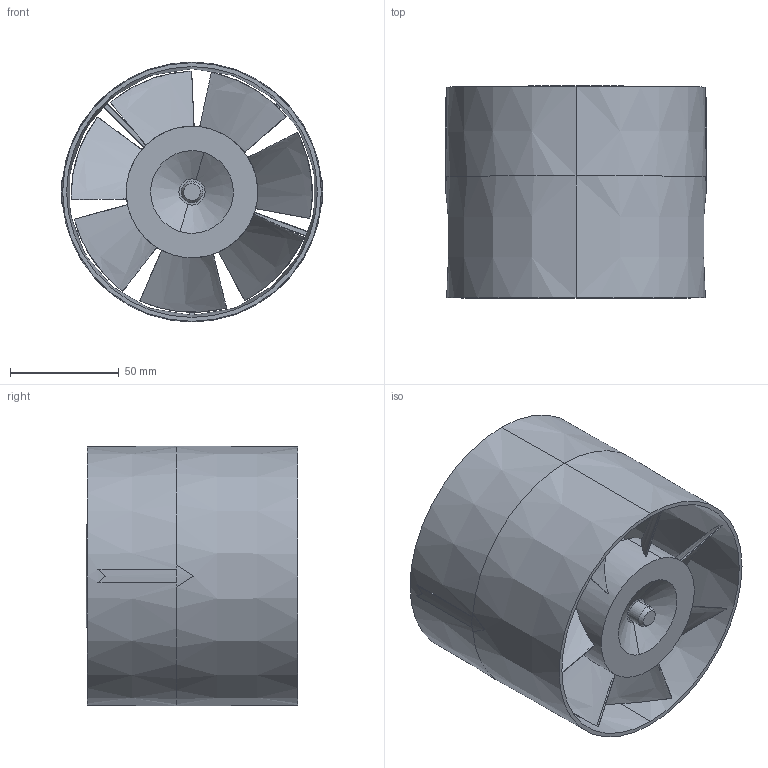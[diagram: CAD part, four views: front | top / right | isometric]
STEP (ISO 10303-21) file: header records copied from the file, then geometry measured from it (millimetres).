
FILE_DESCRIPTION (( 'STEP AP203' ), '1' );
FILE_NAME ('TUBO 120 TP.STEP', '2023-06-09T09:48:15', ( '' ), ( '' ), 'SwSTEP 2.0', 'SolidWorks 2022', '' );
FILE_SCHEMA (( 'CONFIG_CONTROL_DESIGN' ));
Length unit declared in the file: millimetre
Products named in the file (1): TUBO 120 TP
Bounding box: 120.41 x 97.5 x 119.59 mm (x, y, z)
Volume: 336923.1 mm3; surface area: 117488.6 mm2
Topology: 1 solids, 1 shells, 107 faces, 285 edges, 177 vertices
Faces by surface type: plane 46, cylinder 22, bspline 21, cone 16, torus 2
Entity records: 6655 total; most frequent: CARTESIAN_POINT 4128, ORIENTED_EDGE 570, DIRECTION 453, EDGE_CURVE 285, AXIS2_PLACEMENT_3D 186, VERTEX_POINT 177, EDGE_LOOP 114, ADVANCED_FACE 107
